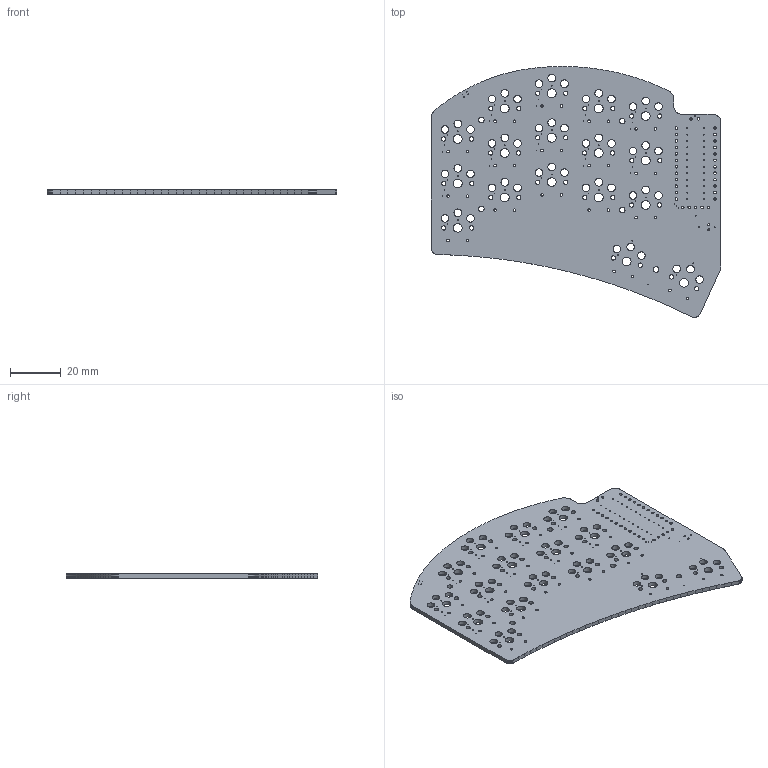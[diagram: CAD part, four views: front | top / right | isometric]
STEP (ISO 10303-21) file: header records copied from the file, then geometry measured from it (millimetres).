
FILE_DESCRIPTION(('KiCad electronic assembly'),'2;1');
FILE_NAME('snak_final.step','2024-02-07T19:25:00',('Pcbnew'),('Kicad'), 'Open CASCADE STEP processor 7.7','KiCad to STEP converter','Unknown' );
FILE_SCHEMA(('AUTOMOTIVE_DESIGN { 1 0 10303 214 1 1 1 1 }'));
Length unit declared in the file: millimetre
Products named in the file (2): snak_final 1; _autosave-snak_final PCB
Assembly tree (1 placements, depth 2):
  snak_final 1
    _autosave-snak_final PCB
Bounding box: 114 x 98.83 x 1.6 mm (x, y, z)
Volume: 12821.1 mm3; surface area: 18506.1 mm2
Topology: 1 solids, 1 shells, 431 faces, 1287 edges, 858 vertices
Faces by surface type: cylinder 264, plane 167
Full cylindrical faces by diameter (mm): 0.3 x66, 0.4 x24, 0.75 x2, 0.9 x2, 0.991 x34, 1 x29, 1.702 x34, 2.2 x5, 3 x51, 3.429 x17
Entity records: 34129 total; most frequent: CARTESIAN_POINT 8320, DIRECTION 4727, LINE 2805, VECTOR 2805, ORIENTED_EDGE 2574, PCURVE 2574, DEFINITIONAL_REPRESENTATION 2574, EDGE_CURVE 1287
